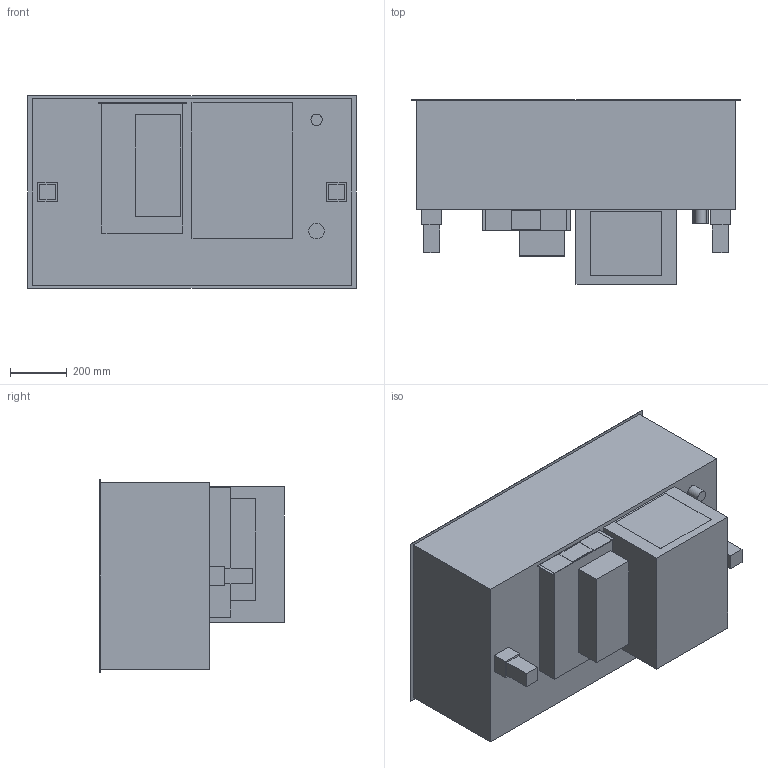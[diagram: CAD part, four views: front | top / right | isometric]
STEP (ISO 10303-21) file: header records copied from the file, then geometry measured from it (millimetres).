
FILE_DESCRIPTION(/* description */ ('vereinfachtes Modell'),/* implementation_level */ '2;1');
FILE_NAME(/* name */ '3D-AKE-00066990.stp',/* time_stamp */ '2024-12-11T09:19:57+01:00',/* author */ ('marina.schachner'),/* organization */ (''),/* preprocessor_version */ 'ST-DEVELOPER v20',/* originating_system */ 'Autodesk Inventor 2024',/* authorisation */ '');
FILE_SCHEMA (('AUTOMOTIVE_DESIGN { 1 0 10303 214 3 1 1 }'));
Length unit declared in the file: millimetre
Products named in the file (1): 3D-AKE-00066990
Bounding box: 1160 x 652 x 680 mm (x, y, z)
Volume: 153446067.2 mm3; surface area: 9042836.6 mm2
Topology: 18 solids, 18 shells, 124 faces, 258 edges, 172 vertices
Faces by surface type: plane 122, cylinder 2
Full cylindrical faces by diameter (mm): 40 x1, 55 x1
Entity records: 3256 total; most frequent: CARTESIAN_POINT 555, ORIENTED_EDGE 516, DIRECTION 512, EDGE_CURVE 258, LINE 254, VECTOR 254, VERTEX_POINT 172, AXIS2_PLACEMENT_3D 129
